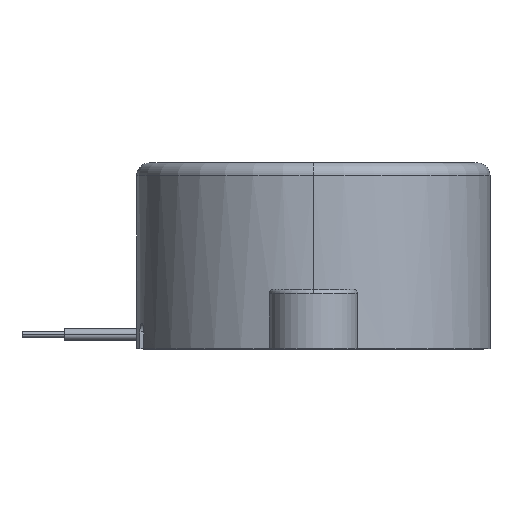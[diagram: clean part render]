
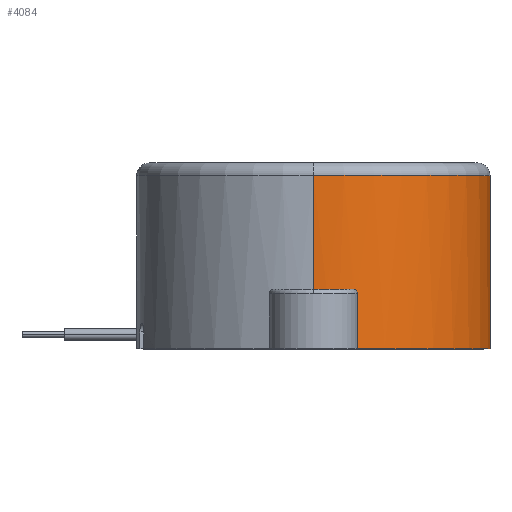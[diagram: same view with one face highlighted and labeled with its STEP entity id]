
A CAD part, top view. The second image highlights one B-rep face of the part: STEP entity #4084.
In plain terms, the highlighted cylindrical face has radius 20.9 mm (diameter 41.8 mm), a partial arc.
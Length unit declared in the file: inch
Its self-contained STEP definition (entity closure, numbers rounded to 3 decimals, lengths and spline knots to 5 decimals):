
#42 = CARTESIAN_POINT ( 'NONE',  ( 0., 0.86614, 0.82283 ) ) ;
#163 = DIRECTION ( 'NONE',  ( 0., 0., -1. ) ) ;
#167 = AXIS2_PLACEMENT_3D ( 'NONE', #1010, #2563, #626 ) ;
#206 = ORIENTED_EDGE ( 'NONE', *, *, #2412, .F. ) ;
#318 = VERTEX_POINT ( 'NONE', #1097 ) ;
#417 = CARTESIAN_POINT ( 'NONE',  ( 0., 0.86614, -0.82283 ) ) ;
#465 = DIRECTION ( 'NONE',  ( 0., -1., 0. ) ) ;
#548 = ORIENTED_EDGE ( 'NONE', *, *, #677, .T. ) ;
#623 = CARTESIAN_POINT ( 'NONE',  ( 0., 0.27559, 0. ) ) ;
#626 = DIRECTION ( 'NONE',  ( 0., 0., 1. ) ) ;
#634 = DIRECTION ( 'NONE',  ( 0., 0., 1. ) ) ;
#645 = CARTESIAN_POINT ( 'NONE',  ( 0.20472, 0., 0.79696 ) ) ;
#658 = VERTEX_POINT ( 'NONE', #3658 ) ;
#677 = EDGE_CURVE ( 'NONE', #318, #4840, #4557, .T. ) ;
#706 = VERTEX_POINT ( 'NONE', #2895 ) ;
#826 = DIRECTION ( 'NONE',  ( 0., -1., 0. ) ) ;
#832 = CARTESIAN_POINT ( 'NONE',  ( 0.18504, 0.27559, 0.80176 ) ) ;
#946 = VECTOR ( 'NONE', #826, 39.37008 ) ;
#964 = ORIENTED_EDGE ( 'NONE', *, *, #3853, .T. ) ;
#1002 = VECTOR ( 'NONE', #2150, 39.37008 ) ;
#1010 = CARTESIAN_POINT ( 'NONE',  ( 0., 0.80709, 0. ) ) ;
#1012 = CARTESIAN_POINT ( 'NONE',  ( 0.20472, 0.25591, -0.79696 ) ) ;
#1020 = CARTESIAN_POINT ( 'NONE',  ( 0., 0.27559, -0.82283 ) ) ;
#1049 = CARTESIAN_POINT ( 'NONE',  ( 0., 0.80709, 0.82283 ) ) ;
#1083 = CARTESIAN_POINT ( 'NONE',  ( 0.19522, 0.27351, -0.79935 ) ) ;
#1097 = CARTESIAN_POINT ( 'NONE',  ( 0., 0.80709, -0.82283 ) ) ;
#1156 = CARTESIAN_POINT ( 'NONE',  ( 0.20472, 0., -0.79696 ) ) ;
#1158 = EDGE_CURVE ( 'NONE', #3493, #1719, #2099, .T. ) ;
#1213 = DIRECTION ( 'NONE',  ( 0., -1., 0. ) ) ;
#1239 = CARTESIAN_POINT ( 'NONE',  ( 0.20472, 0.25591, 0.79696 ) ) ;
#1312 = CYLINDRICAL_SURFACE ( 'NONE', #4351, 0.82283 ) ;
#1330 = ORIENTED_EDGE ( 'NONE', *, *, #2096, .F. ) ;
#1452 = ORIENTED_EDGE ( 'NONE', *, *, #1158, .T. ) ;
#1544 = ORIENTED_EDGE ( 'NONE', *, *, #4048, .T. ) ;
#1560 = LINE ( 'NONE', #2420, #3751 ) ;
#1621 = EDGE_LOOP ( 'NONE', ( #548, #964, #4645, #1544, #2065, #2939, #1330, #1452, #206, #3835 ) ) ;
#1655 = AXIS2_PLACEMENT_3D ( 'NONE', #4416, #2175, #2103 ) ;
#1719 = VERTEX_POINT ( 'NONE', #3753 ) ;
#1841 = VERTEX_POINT ( 'NONE', #1156 ) ;
#1907 = EDGE_CURVE ( 'NONE', #4530, #4688, #1560, .T. ) ;
#2035 = EDGE_CURVE ( 'NONE', #4688, #1841, #2790, .T. ) ;
#2065 = ORIENTED_EDGE ( 'NONE', *, *, #1907, .T. ) ;
#2096 = EDGE_CURVE ( 'NONE', #3493, #1841, #2912, .T. ) ;
#2099 = B_SPLINE_CURVE_WITH_KNOTS ( 'NONE', 3,
 ( #4937, #3340, #4886, #1083, #4912, #3390 ),
 .UNSPECIFIED., .F., .F.,
 ( 4, 2, 4 ),
 ( 0., 0.0004, 0.00079 ),
 .UNSPECIFIED. ) ;
#2103 = DIRECTION ( 'NONE',  ( 0., 0., 1. ) ) ;
#2140 = CIRCLE ( 'NONE', #2219, 0.82283 ) ;
#2150 = DIRECTION ( 'NONE',  ( 0., -1., 0. ) ) ;
#2175 = DIRECTION ( 'NONE',  ( 0., 1., 0. ) ) ;
#2219 = AXIS2_PLACEMENT_3D ( 'NONE', #623, #4860, #163 ) ;
#2241 = CARTESIAN_POINT ( 'NONE',  ( 0., 0.27559, 0. ) ) ;
#2412 = EDGE_CURVE ( 'NONE', #2475, #1719, #2943, .T. ) ;
#2420 = CARTESIAN_POINT ( 'NONE',  ( 0.20472, 0.27559, 0.79696 ) ) ;
#2475 = VERTEX_POINT ( 'NONE', #1020 ) ;
#2563 = DIRECTION ( 'NONE',  ( 0., -1., 0. ) ) ;
#2581 = FACE_OUTER_BOUND ( 'NONE', #1621, .T. ) ;
#2589 = EDGE_CURVE ( 'NONE', #658, #706, #2140, .T. ) ;
#2790 = CIRCLE ( 'NONE', #1655, 0.82283 ) ;
#2887 = DIRECTION ( 'NONE',  ( 0., -1., 0. ) ) ;
#2895 = CARTESIAN_POINT ( 'NONE',  ( 0., 0.27559, 0.82283 ) ) ;
#2912 = LINE ( 'NONE', #3285, #1002 ) ;
#2939 = ORIENTED_EDGE ( 'NONE', *, *, #2035, .T. ) ;
#2943 = CIRCLE ( 'NONE', #3598, 0.82283 ) ;
#3104 = CARTESIAN_POINT ( 'NONE',  ( 0.1952, 0.27353, 0.79935 ) ) ;
#3285 = CARTESIAN_POINT ( 'NONE',  ( 0.20472, 0.27559, -0.79696 ) ) ;
#3320 = DIRECTION ( 'NONE',  ( 0., -1., 0. ) ) ;
#3340 = CARTESIAN_POINT ( 'NONE',  ( 0.20472, 0.26118, -0.79696 ) ) ;
#3366 = VECTOR ( 'NONE', #465, 39.37008 ) ;
#3390 = CARTESIAN_POINT ( 'NONE',  ( 0.18504, 0.27559, -0.80176 ) ) ;
#3493 = VERTEX_POINT ( 'NONE', #1012 ) ;
#3546 = CARTESIAN_POINT ( 'NONE',  ( 0.19018, 0.27559, 0.80057 ) ) ;
#3598 = AXIS2_PLACEMENT_3D ( 'NONE', #2241, #3320, #634 ) ;
#3658 = CARTESIAN_POINT ( 'NONE',  ( 0.18504, 0.27559, 0.80176 ) ) ;
#3751 = VECTOR ( 'NONE', #1213, 39.37008 ) ;
#3753 = CARTESIAN_POINT ( 'NONE',  ( 0.18504, 0.27559, -0.80176 ) ) ;
#3835 = ORIENTED_EDGE ( 'NONE', *, *, #4197, .F. ) ;
#3853 = EDGE_CURVE ( 'NONE', #4840, #706, #4720, .T. ) ;
#3958 = B_SPLINE_CURVE_WITH_KNOTS ( 'NONE', 3,
 ( #832, #3546, #3104, #4710, #4683, #1239 ),
 .UNSPECIFIED., .F., .F.,
 ( 4, 2, 4 ),
 ( 0., 0.0004, 0.00079 ),
 .UNSPECIFIED. ) ;
#4048 = EDGE_CURVE ( 'NONE', #658, #4530, #3958, .T. ) ;
#4084 = ADVANCED_FACE ( 'NONE', ( #2581 ), #1312, .T. ) ;
#4097 = DIRECTION ( 'NONE',  ( 0., 0., -1. ) ) ;
#4177 = CARTESIAN_POINT ( 'NONE',  ( 0.20472, 0.25591, 0.79696 ) ) ;
#4197 = EDGE_CURVE ( 'NONE', #318, #2475, #4786, .T. ) ;
#4351 = AXIS2_PLACEMENT_3D ( 'NONE', #4836, #2887, #4097 ) ;
#4416 = CARTESIAN_POINT ( 'NONE',  ( 0., 0., 0. ) ) ;
#4530 = VERTEX_POINT ( 'NONE', #4177 ) ;
#4557 = CIRCLE ( 'NONE', #167, 0.82283 ) ;
#4645 = ORIENTED_EDGE ( 'NONE', *, *, #2589, .F. ) ;
#4683 = CARTESIAN_POINT ( 'NONE',  ( 0.20472, 0.26118, 0.79696 ) ) ;
#4688 = VERTEX_POINT ( 'NONE', #645 ) ;
#4710 = CARTESIAN_POINT ( 'NONE',  ( 0.20252, 0.26632, 0.79753 ) ) ;
#4720 = LINE ( 'NONE', #42, #3366 ) ;
#4786 = LINE ( 'NONE', #417, #946 ) ;
#4836 = CARTESIAN_POINT ( 'NONE',  ( 0., 0.86614, 0. ) ) ;
#4840 = VERTEX_POINT ( 'NONE', #1049 ) ;
#4860 = DIRECTION ( 'NONE',  ( 0., -1., 0. ) ) ;
#4886 = CARTESIAN_POINT ( 'NONE',  ( 0.20252, 0.26631, -0.79753 ) ) ;
#4912 = CARTESIAN_POINT ( 'NONE',  ( 0.19018, 0.27559, -0.80057 ) ) ;
#4937 = CARTESIAN_POINT ( 'NONE',  ( 0.20472, 0.25591, -0.79696 ) ) ;
